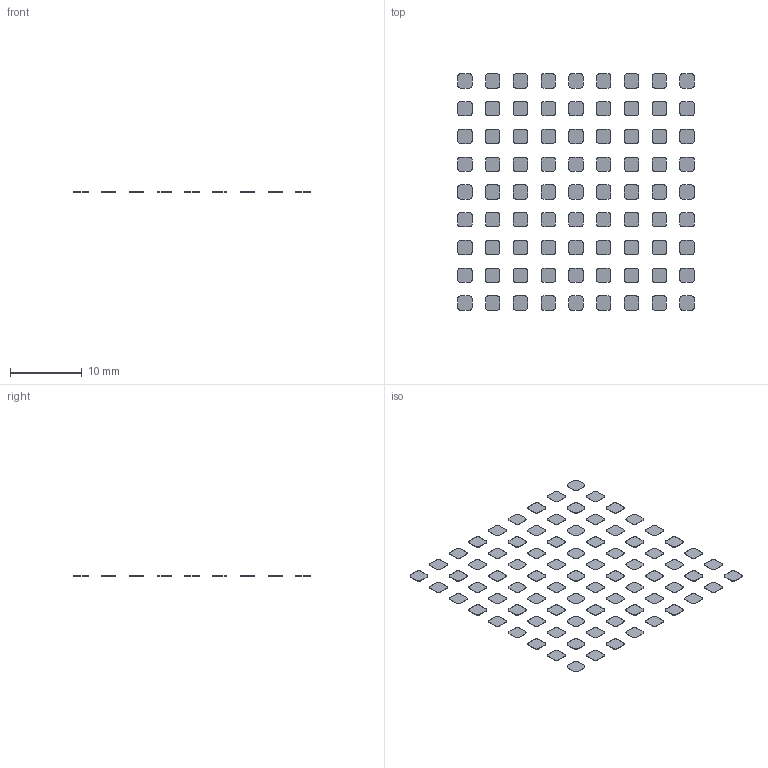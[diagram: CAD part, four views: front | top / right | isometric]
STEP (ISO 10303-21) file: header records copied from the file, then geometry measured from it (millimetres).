
FILE_DESCRIPTION(/* description */ (''),/* implementation_level */ '2;1');
FILE_NAME(/* name */ '9x9pixel_3.87975pitch_2pad_only.step',/* time_stamp */ '2025-06-13T19:45:43-07:00',/* author */ (''),/* organization */ (''),/* preprocessor_version */ 'ST-DEVELOPER v20.1',/* originating_system */ 'Autodesk Translation Framework v14.10.0.0',/* authorisation */ '');
FILE_SCHEMA (('AUTOMOTIVE_DESIGN { 1 0 10303 214 3 1 1 }'));
Length unit declared in the file: millimetre
Products named in the file (1): 9x9pixel_3.87975pitch_2pad
Bounding box: 33.04 x 33.04 x 0.04 mm (x, y, z)
Volume: 13.5 mm3; surface area: 651.2 mm2
Topology: 81 solids, 81 shells, 810 faces, 1944 edges, 1296 vertices
Faces by surface type: plane 486, cylinder 324
Entity records: 23609 total; most frequent: DIRECTION 4214, CARTESIAN_POINT 4051, ORIENTED_EDGE 3888, EDGE_CURVE 1944, AXIS2_PLACEMENT_3D 1459, LINE 1296, VECTOR 1296, VERTEX_POINT 1296
